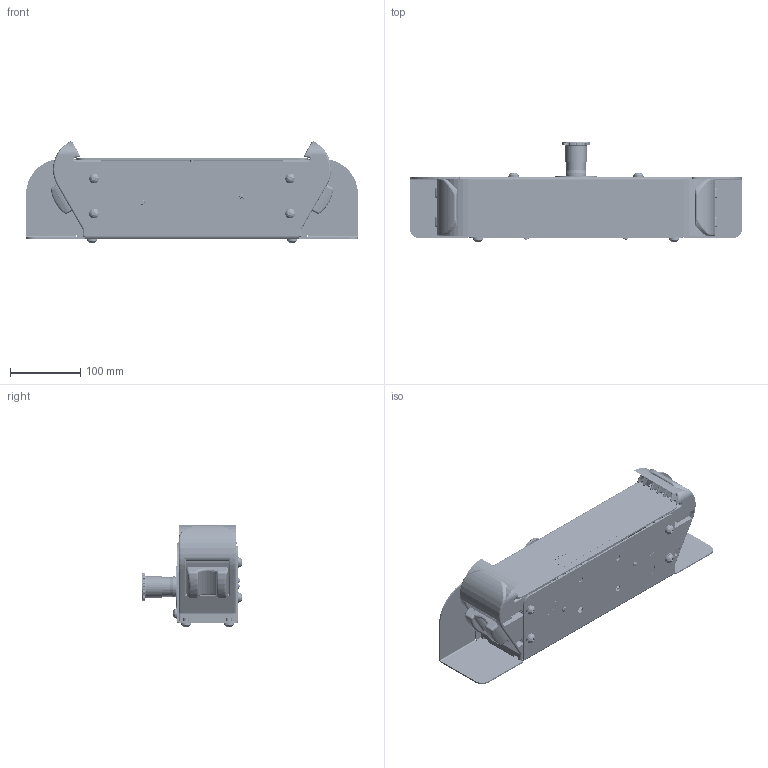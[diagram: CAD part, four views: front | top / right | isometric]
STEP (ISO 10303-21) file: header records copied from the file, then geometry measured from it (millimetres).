
FILE_DESCRIPTION((''),'2;1');
FILE_NAME('193924_ASM','2016-03-07T',('pdmadmin'),(''),'PRO/ENGINEER BY PARAMETRIC TECHNOLOGY CORPORATION, 2013230','PRO/ENGINEER BY PARAMETRIC TECHNOLOGY CORPORATION, 2013230','');
FILE_SCHEMA(('CONFIG_CONTROL_DESIGN'));
Length unit declared in the file: millimetre
Products named in the file (37): 130728_AF0; FH-032-10; PEM_NUT_S-632-2; PEM_S-0518-1; 130728_AF7_ASM; 130729; 127381; 127380; 131332; 63497; 132098_2; STB_BASE_W_132098_CABLE_ASM; 09646_AF1; 64157; 08847; 63489; 132102---STBVP6-RB1E02_ASM; 37960; 08249; 130730; 08499_AF8; 29442; 08499_AF9; 132425; 131432_AF0; FH-032-8; 131432_AF1_ASM; 131633; 69697---8-LM2T-AU115; 69691---8-LM2T-B6644; 69696---8-LM2T-AU120_PART_1; 69696---8-LM2T-AU120_PART_2; 69696---8-LM2T-AU120_PART_3; 69696---8-LM2T-AU120_AF3_ASM; 69693---8-LM2T-C01; 77806---STBVP6-RB1E02_ASM; 193924_ASM
Assembly tree (75 placements, depth 5):
  193924_ASM
    77806---STBVP6-RB1E02_ASM
      130728_AF7_ASM
        130728_AF0
        FH-032-10
        PEM_NUT_S-632-2  x2
        PEM_S-0518-1  x6
      130729  x2
      127381  x8
      127380  x10
      131332  x10
      132102---STBVP6-RB1E02_ASM  x2
        STB_BASE_W_132098_CABLE_ASM
          63497
          132098_2
        09646_AF1
        64157
        08847
        63489
      37960  x2
      08249  x2
      130730
      08499_AF8
      29442  x2
      08499_AF9
      132425
      131432_AF1_ASM
        131432_AF0
        FH-032-8
      131633
      69697---8-LM2T-AU115
      69691---8-LM2T-B6644
      69696---8-LM2T-AU120_AF3_ASM
        69696---8-LM2T-AU120_PART_1
        69696---8-LM2T-AU120_PART_2
        69696---8-LM2T-AU120_PART_3  x2
      69693---8-LM2T-C01  x2
Bounding box: 474 x 143.54 x 145.7 mm (x, y, z)
Volume: 873950.5 mm3; surface area: 692398.4 mm2
Topology: 75 solids, 106 shells, 8538 faces, 22688 edges, 14513 vertices
Faces by surface type: plane 3871, cylinder 3034, bspline 729, torus 392, sphere 220, extrusion 164, cone 128
Entity records: 235157 total; most frequent: CARTESIAN_POINT 100207, ORIENTED_EDGE 28734, DIRECTION 27167, EDGE_CURVE 14402, AXIS2_PLACEMENT_3D 9314, VERTEX_POINT 9211, VECTOR 8539, LINE 8456
